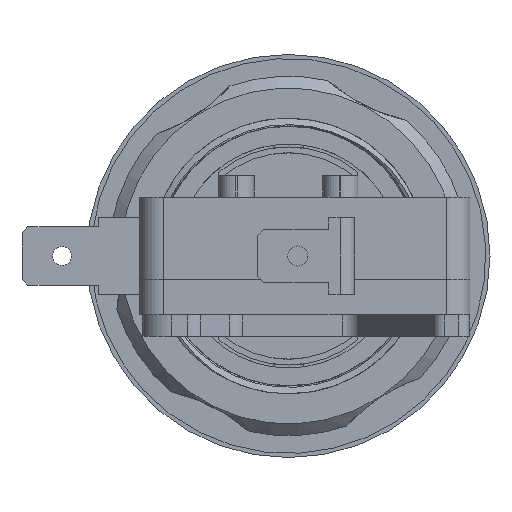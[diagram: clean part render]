
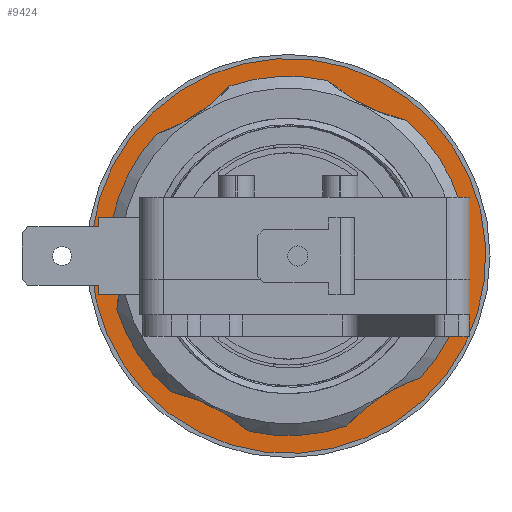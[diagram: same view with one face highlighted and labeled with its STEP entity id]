
A CAD part, front view. The second image highlights one B-rep face of the part: STEP entity #9424.
In plain terms, the highlighted face is planar.
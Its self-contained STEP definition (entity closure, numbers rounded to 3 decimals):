
#201 = CIRCLE ( 'NONE', #2643, 15. ) ;
#204 = CIRCLE ( 'NONE', #2374, 16.75 ) ;
#214 = CIRCLE ( 'NONE', #2388, 15. ) ;
#310 = CARTESIAN_POINT ( 'NONE',  ( 0., 1.6, -16.75 ) ) ;
#619 = DIRECTION ( 'NONE',  ( 0., -1., 0. ) ) ;
#701 = CARTESIAN_POINT ( 'NONE',  ( 0., 1.6, 0. ) ) ;
#789 = DIRECTION ( 'NONE',  ( 0., 0., 1. ) ) ;
#806 = CARTESIAN_POINT ( 'NONE',  ( 0., 1.6, -29.313 ) ) ;
#1010 = CIRCLE ( 'NONE', #2927, 15. ) ;
#1214 = ORIENTED_EDGE ( 'NONE', *, *, #4867, .T. ) ;
#1236 = CARTESIAN_POINT ( 'NONE',  ( 14.672, 1.6, -4.157 ) ) ;
#1407 = CARTESIAN_POINT ( 'NONE',  ( 10.937, 1.6, -10.628 ) ) ;
#1442 = CARTESIAN_POINT ( 'NONE',  ( -14.672, 1.6, -4.157 ) ) ;
#1585 = ORIENTED_EDGE ( 'NONE', *, *, #15577, .F. ) ;
#1595 = CIRCLE ( 'NONE', #11604, 15. ) ;
#1611 = EDGE_CURVE ( 'NONE', #16337, #1618, #8046, .T. ) ;
#1618 = VERTEX_POINT ( 'NONE', #310 ) ;
#1850 = AXIS2_PLACEMENT_3D ( 'NONE', #16062, #3268, #14813 ) ;
#1960 = VERTEX_POINT ( 'NONE', #5680 ) ;
#2374 = AXIS2_PLACEMENT_3D ( 'NONE', #14369, #9309, #9394 ) ;
#2388 = AXIS2_PLACEMENT_3D ( 'NONE', #7705, #6177, #12698 ) ;
#2420 = CARTESIAN_POINT ( 'NONE',  ( 0., 1.6, 0. ) ) ;
#2429 = EDGE_CURVE ( 'NONE', #12107, #15305, #10474, .T. ) ;
#2605 = ORIENTED_EDGE ( 'NONE', *, *, #2429, .T. ) ;
#2643 = AXIS2_PLACEMENT_3D ( 'NONE', #5810, #3116, #12326 ) ;
#2839 = CARTESIAN_POINT ( 'NONE',  ( 0., 1.6, 0. ) ) ;
#2850 = DIRECTION ( 'NONE',  ( 0., 0., 1. ) ) ;
#2873 = DIRECTION ( 'NONE',  ( 0., 1., 0. ) ) ;
#2927 = AXIS2_PLACEMENT_3D ( 'NONE', #10415, #15785, #5511 ) ;
#3101 = CIRCLE ( 'NONE', #10923, 15.25 ) ;
#3116 = DIRECTION ( 'NONE',  ( 0., -1., 0. ) ) ;
#3151 = CIRCLE ( 'NONE', #3412, 15.25 ) ;
#3249 = ORIENTED_EDGE ( 'NONE', *, *, #12170, .F. ) ;
#3268 = DIRECTION ( 'NONE',  ( 0., -1., 0. ) ) ;
#3412 = AXIS2_PLACEMENT_3D ( 'NONE', #6914, #13579, #11052 ) ;
#3538 = DIRECTION ( 'NONE',  ( 0., 0., 1. ) ) ;
#3605 = CARTESIAN_POINT ( 'NONE',  ( 0., 1.6, 0. ) ) ;
#4016 = CARTESIAN_POINT ( 'NONE',  ( 25.386, 1.6, 14.656 ) ) ;
#4205 = VERTEX_POINT ( 'NONE', #11473 ) ;
#4819 = AXIS2_PLACEMENT_3D ( 'NONE', #2839, #14714, #14557 ) ;
#4836 = ORIENTED_EDGE ( 'NONE', *, *, #11256, .F. ) ;
#4867 = EDGE_CURVE ( 'NONE', #14984, #14312, #3101, .T. ) ;
#4998 = EDGE_LOOP ( 'NONE', ( #15096, #15448 ) ) ;
#5051 = CIRCLE ( 'NONE', #7227, 15.25 ) ;
#5352 = CARTESIAN_POINT ( 'NONE',  ( -10.937, 1.6, -10.628 ) ) ;
#5379 = DIRECTION ( 'NONE',  ( 0., -1., 0. ) ) ;
#5511 = DIRECTION ( 'NONE',  ( 0., 0., 1. ) ) ;
#5594 = CARTESIAN_POINT ( 'NONE',  ( 0., 1.6, -29.313 ) ) ;
#5680 = CARTESIAN_POINT ( 'NONE',  ( -3.736, 1.6, 14.785 ) ) ;
#5810 = CARTESIAN_POINT ( 'NONE',  ( -25.386, 1.6, 14.656 ) ) ;
#6177 = DIRECTION ( 'NONE',  ( 0., -1., 0. ) ) ;
#6233 = AXIS2_PLACEMENT_3D ( 'NONE', #2420, #15401, #7581 ) ;
#6388 = FACE_BOUND ( 'NONE', #13325, .T. ) ;
#6893 = VERTEX_POINT ( 'NONE', #8485 ) ;
#6914 = CARTESIAN_POINT ( 'NONE',  ( 0., 1.6, 0. ) ) ;
#6991 = CIRCLE ( 'NONE', #10756, 15. ) ;
#7169 = DIRECTION ( 'NONE',  ( 0., -1., 0. ) ) ;
#7227 = AXIS2_PLACEMENT_3D ( 'NONE', #12343, #15937, #14597 ) ;
#7550 = VERTEX_POINT ( 'NONE', #16011 ) ;
#7581 = DIRECTION ( 'NONE',  ( 0., 0., 1. ) ) ;
#7642 = DIRECTION ( 'NONE',  ( 0., -1., 0. ) ) ;
#7705 = CARTESIAN_POINT ( 'NONE',  ( 25.386, 1.6, -14.656 ) ) ;
#8046 = CIRCLE ( 'NONE', #9650, 16.75 ) ;
#8064 = AXIS2_PLACEMENT_3D ( 'NONE', #3605, #7642, #8810 ) ;
#8175 = CARTESIAN_POINT ( 'NONE',  ( 3.736, 1.6, -14.785 ) ) ;
#8230 = DIRECTION ( 'NONE',  ( 0., 0., 1. ) ) ;
#8258 = CARTESIAN_POINT ( 'NONE',  ( 0., 1.6, 16.75 ) ) ;
#8485 = CARTESIAN_POINT ( 'NONE',  ( 3.736, 1.6, 14.785 ) ) ;
#8810 = DIRECTION ( 'NONE',  ( 0., 0., 1. ) ) ;
#8907 = DIRECTION ( 'NONE',  ( 0., 0., 1. ) ) ;
#9149 = ORIENTED_EDGE ( 'NONE', *, *, #15185, .T. ) ;
#9156 = DIRECTION ( 'NONE',  ( 0., -1., 0. ) ) ;
#9309 = DIRECTION ( 'NONE',  ( 0., 1., 0. ) ) ;
#9394 = DIRECTION ( 'NONE',  ( 0., 0., 1. ) ) ;
#9424 = ADVANCED_FACE ( 'NONE', ( #6388, #10032 ), #16494, .T. ) ;
#9650 = AXIS2_PLACEMENT_3D ( 'NONE', #10635, #2873, #11911 ) ;
#9823 = ORIENTED_EDGE ( 'NONE', *, *, #11022, .F. ) ;
#9958 = CIRCLE ( 'NONE', #1850, 15.25 ) ;
#9966 = VERTEX_POINT ( 'NONE', #1407 ) ;
#10032 = FACE_OUTER_BOUND ( 'NONE', #4998, .T. ) ;
#10052 = CARTESIAN_POINT ( 'NONE',  ( -14.672, 1.6, 4.157 ) ) ;
#10415 = CARTESIAN_POINT ( 'NONE',  ( -25.386, 1.6, -14.656 ) ) ;
#10474 = CIRCLE ( 'NONE', #4819, 15.25 ) ;
#10635 = CARTESIAN_POINT ( 'NONE',  ( 0., 1.6, 0. ) ) ;
#10756 = AXIS2_PLACEMENT_3D ( 'NONE', #806, #7169, #3538 ) ;
#10859 = EDGE_CURVE ( 'NONE', #15822, #9966, #11555, .T. ) ;
#10861 = ORIENTED_EDGE ( 'NONE', *, *, #10859, .T. ) ;
#10902 = EDGE_CURVE ( 'NONE', #1618, #16337, #204, .T. ) ;
#10923 = AXIS2_PLACEMENT_3D ( 'NONE', #701, #619, #789 ) ;
#11022 = EDGE_CURVE ( 'NONE', #11029, #14312, #1010, .T. ) ;
#11029 = VERTEX_POINT ( 'NONE', #5352 ) ;
#11052 = DIRECTION ( 'NONE',  ( 0., 0., 1. ) ) ;
#11119 = VERTEX_POINT ( 'NONE', #14859 ) ;
#11256 = EDGE_CURVE ( 'NONE', #12107, #9966, #214, .T. ) ;
#11368 = ORIENTED_EDGE ( 'NONE', *, *, #11637, .T. ) ;
#11473 = CARTESIAN_POINT ( 'NONE',  ( -10.937, 1.6, 10.628 ) ) ;
#11555 = CIRCLE ( 'NONE', #8064, 15.25 ) ;
#11604 = AXIS2_PLACEMENT_3D ( 'NONE', #4016, #9156, #8907 ) ;
#11637 = EDGE_CURVE ( 'NONE', #14264, #6893, #5051, .T. ) ;
#11911 = DIRECTION ( 'NONE',  ( 0., 0., 1. ) ) ;
#12107 = VERTEX_POINT ( 'NONE', #1236 ) ;
#12170 = EDGE_CURVE ( 'NONE', #14984, #4205, #201, .T. ) ;
#12326 = DIRECTION ( 'NONE',  ( 0., 0., 1. ) ) ;
#12343 = CARTESIAN_POINT ( 'NONE',  ( 0., 1.6, 0. ) ) ;
#12363 = EDGE_CURVE ( 'NONE', #15822, #11119, #12900, .T. ) ;
#12390 = AXIS2_PLACEMENT_3D ( 'NONE', #5594, #13039, #8230 ) ;
#12499 = CARTESIAN_POINT ( 'NONE',  ( 14.672, 1.6, 4.157 ) ) ;
#12607 = CIRCLE ( 'NONE', #13407, 15. ) ;
#12698 = DIRECTION ( 'NONE',  ( 0., 0., 1. ) ) ;
#12900 = CIRCLE ( 'NONE', #12390, 15. ) ;
#13039 = DIRECTION ( 'NONE',  ( 0., -1., 0. ) ) ;
#13074 = EDGE_CURVE ( 'NONE', #11119, #7550, #6991, .T. ) ;
#13325 = EDGE_LOOP ( 'NONE', ( #10861, #4836, #2605, #14973, #11368, #1585, #16208, #3249, #1214, #9823, #9149, #14726, #15210 ) ) ;
#13407 = AXIS2_PLACEMENT_3D ( 'NONE', #14398, #5379, #2850 ) ;
#13557 = EDGE_CURVE ( 'NONE', #1960, #4205, #9958, .T. ) ;
#13579 = DIRECTION ( 'NONE',  ( 0., -1., 0. ) ) ;
#13627 = CARTESIAN_POINT ( 'NONE',  ( 10.937, 1.6, 10.628 ) ) ;
#13774 = EDGE_CURVE ( 'NONE', #14264, #15305, #1595, .T. ) ;
#14264 = VERTEX_POINT ( 'NONE', #13627 ) ;
#14312 = VERTEX_POINT ( 'NONE', #1442 ) ;
#14369 = CARTESIAN_POINT ( 'NONE',  ( 0., 1.6, 0. ) ) ;
#14398 = CARTESIAN_POINT ( 'NONE',  ( 0., 1.6, 29.313 ) ) ;
#14557 = DIRECTION ( 'NONE',  ( 0., 0., 1. ) ) ;
#14597 = DIRECTION ( 'NONE',  ( 0., 0., 1. ) ) ;
#14714 = DIRECTION ( 'NONE',  ( 0., -1., 0. ) ) ;
#14726 = ORIENTED_EDGE ( 'NONE', *, *, #13074, .F. ) ;
#14813 = DIRECTION ( 'NONE',  ( 0., 0., 1. ) ) ;
#14859 = CARTESIAN_POINT ( 'NONE',  ( 0., 1.6, -14.313 ) ) ;
#14973 = ORIENTED_EDGE ( 'NONE', *, *, #13774, .F. ) ;
#14984 = VERTEX_POINT ( 'NONE', #10052 ) ;
#15096 = ORIENTED_EDGE ( 'NONE', *, *, #10902, .T. ) ;
#15185 = EDGE_CURVE ( 'NONE', #11029, #7550, #3151, .T. ) ;
#15210 = ORIENTED_EDGE ( 'NONE', *, *, #12363, .F. ) ;
#15305 = VERTEX_POINT ( 'NONE', #12499 ) ;
#15401 = DIRECTION ( 'NONE',  ( 0., 1., 0. ) ) ;
#15448 = ORIENTED_EDGE ( 'NONE', *, *, #1611, .T. ) ;
#15577 = EDGE_CURVE ( 'NONE', #1960, #6893, #12607, .T. ) ;
#15785 = DIRECTION ( 'NONE',  ( 0., -1., 0. ) ) ;
#15822 = VERTEX_POINT ( 'NONE', #8175 ) ;
#15937 = DIRECTION ( 'NONE',  ( 0., -1., 0. ) ) ;
#16011 = CARTESIAN_POINT ( 'NONE',  ( -3.736, 1.6, -14.785 ) ) ;
#16062 = CARTESIAN_POINT ( 'NONE',  ( 0., 1.6, 0. ) ) ;
#16208 = ORIENTED_EDGE ( 'NONE', *, *, #13557, .T. ) ;
#16337 = VERTEX_POINT ( 'NONE', #8258 ) ;
#16494 = PLANE ( 'NONE',  #6233 ) ;
